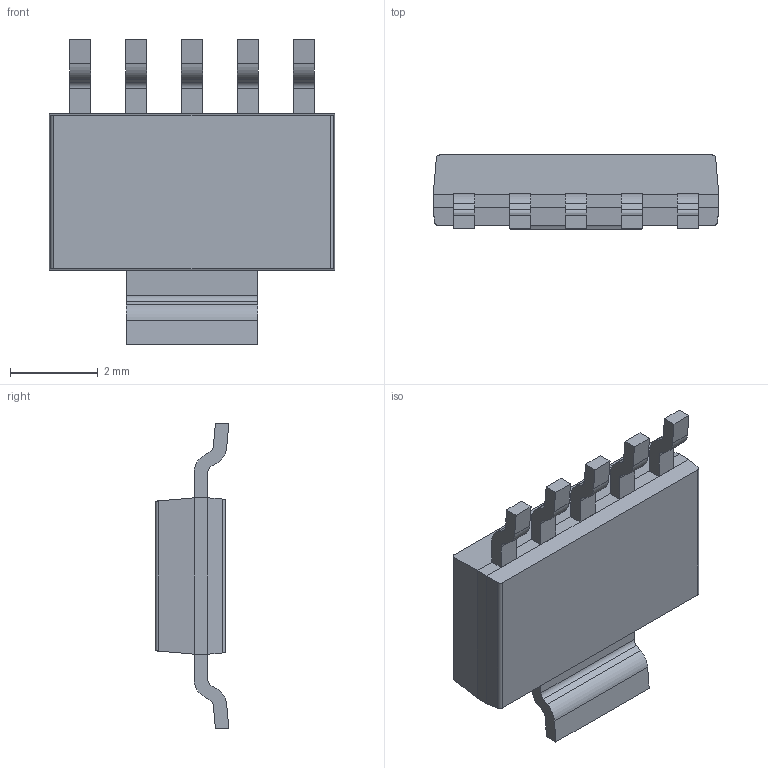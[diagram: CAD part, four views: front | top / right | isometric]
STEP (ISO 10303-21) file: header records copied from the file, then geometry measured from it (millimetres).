
FILE_DESCRIPTION(/* description */ ('Alibre Inc.'),/* implementation_level */ '2;1');
FILE_NAME(/* name */ 'export1',/* time_stamp */ '2013-06-07T13:46:53-07:00',/* author */ (''),/* organization */ (''),/* preprocessor_version */ 'ST-DEVELOPER v14',/* originating_system */ 'Alibre',/* authorisation */ '');
FILE_SCHEMA (('AUTOMOTIVE_DESIGN'));
Length unit declared in the file: millimetre
Bounding box: 6.5 x 1.68 x 6.96 mm (x, y, z)
Volume: 39.3 mm3; surface area: 106.2 mm2
Topology: 7 solids, 7 shells, 102 faces, 256 edges, 168 vertices
Faces by surface type: plane 74, cylinder 28
Entity records: 1457 total; most frequent: CARTESIAN_POINT 276, ORIENTED_EDGE 224, DIRECTION 206, EDGE_CURVE 112, VECTOR 88, LINE 88, AXIS2_PLACEMENT_3D 76, VERTEX_POINT 72
